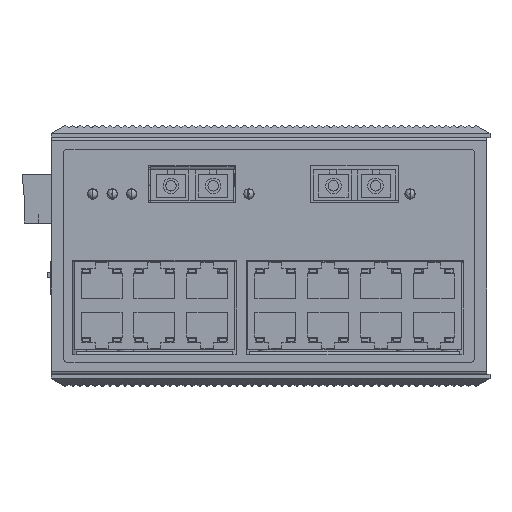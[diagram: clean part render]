
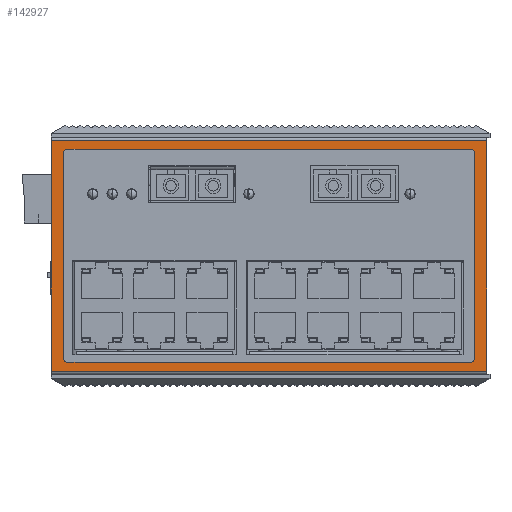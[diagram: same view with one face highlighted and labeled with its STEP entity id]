
A CAD part, top view. The second image highlights one B-rep face of the part: STEP entity #142927.
In plain terms, the highlighted face is planar.
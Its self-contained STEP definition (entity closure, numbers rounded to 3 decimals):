
#139417=DIRECTION('',(-1.,0.,0.));
#139418=VECTOR('',#139417,134.);
#139419=CARTESIAN_POINT('',(67.,-72.1,-48.5));
#139420=LINE('',#139419,#139418);
#139432=DIRECTION('',(0.,-1.,0.));
#139433=VECTOR('',#139432,71.1);
#139434=CARTESIAN_POINT('',(-67.,-1.,-48.5));
#139435=LINE('',#139434,#139433);
#139439=DIRECTION('',(0.,1.,0.));
#139440=VECTOR('',#139439,71.1);
#139441=CARTESIAN_POINT('',(67.,-72.1,-48.5));
#139442=LINE('',#139441,#139440);
#139446=DIRECTION('',(-1.,0.,0.));
#139447=VECTOR('',#139446,134.);
#139448=CARTESIAN_POINT('',(67.,-1.,-48.5));
#139449=LINE('',#139448,#139447);
#139453=DIRECTION('',(0.,-1.,0.));
#139454=VECTOR('',#139453,63.5);
#139455=CARTESIAN_POINT('',(-63.2,-4.75,-48.5));
#139456=LINE('',#139455,#139454);
#139460=CARTESIAN_POINT('',(-62.2,-4.75,-48.5));
#139461=DIRECTION('',(0.,0.,-1.));
#139462=DIRECTION('',(-1.,0.,0.));
#139463=AXIS2_PLACEMENT_3D('',#139460,#139461,#139462);
#139468=DIRECTION('',(-1.,0.,0.));
#139469=VECTOR('',#139468,124.4);
#139470=CARTESIAN_POINT('',(62.2,-3.75,-48.5));
#139471=LINE('',#139470,#139469);
#139475=CARTESIAN_POINT('',(62.2,-4.75,-48.5));
#139476=DIRECTION('',(0.,0.,-1.));
#139477=DIRECTION('',(0.,1.,0.));
#139478=AXIS2_PLACEMENT_3D('',#139475,#139476,#139477);
#139483=DIRECTION('',(0.,1.,0.));
#139484=VECTOR('',#139483,63.5);
#139485=CARTESIAN_POINT('',(63.2,-68.25,-48.5));
#139486=LINE('',#139485,#139484);
#139490=CARTESIAN_POINT('',(62.2,-68.25,-48.5));
#139491=DIRECTION('',(0.,0.,-1.));
#139492=DIRECTION('',(1.,0.,0.));
#139493=AXIS2_PLACEMENT_3D('',#139490,#139491,#139492);
#139498=DIRECTION('',(1.,0.,0.));
#139499=VECTOR('',#139498,124.4);
#139500=CARTESIAN_POINT('',(-62.2,-69.25,-48.5));
#139501=LINE('',#139500,#139499);
#139505=CARTESIAN_POINT('',(-62.2,-68.25,-48.5));
#139506=DIRECTION('',(0.,0.,-1.));
#139507=DIRECTION('',(0.,-1.,0.));
#139508=AXIS2_PLACEMENT_3D('',#139505,#139506,#139507);
#141108=CARTESIAN_POINT('',(67.,-1.,-48.5));
#141109=CARTESIAN_POINT('',(-67.,-1.,-48.5));
#141110=VERTEX_POINT('',#141108);
#141111=VERTEX_POINT('',#141109);
#141124=CARTESIAN_POINT('',(67.,-72.1,-48.5));
#141125=CARTESIAN_POINT('',(-67.,-72.1,-48.5));
#141126=VERTEX_POINT('',#141124);
#141127=VERTEX_POINT('',#141125);
#141268=CARTESIAN_POINT('',(-63.2,-4.75,-48.5));
#141269=CARTESIAN_POINT('',(-63.2,-68.25,-48.5));
#141270=VERTEX_POINT('',#141268);
#141271=VERTEX_POINT('',#141269);
#141272=CARTESIAN_POINT('',(-62.2,-69.25,-48.5));
#141273=CARTESIAN_POINT('',(62.2,-69.25,-48.5));
#141274=VERTEX_POINT('',#141272);
#141275=VERTEX_POINT('',#141273);
#141276=CARTESIAN_POINT('',(63.2,-68.25,-48.5));
#141277=CARTESIAN_POINT('',(63.2,-4.75,-48.5));
#141278=VERTEX_POINT('',#141276);
#141279=VERTEX_POINT('',#141277);
#141280=CARTESIAN_POINT('',(62.2,-3.75,-48.5));
#141281=CARTESIAN_POINT('',(-62.2,-3.75,-48.5));
#141282=VERTEX_POINT('',#141280);
#141283=VERTEX_POINT('',#141281);
#142897=CARTESIAN_POINT('',(-67.,-1.,-48.5));
#142898=DIRECTION('',(0.,0.,1.));
#142899=DIRECTION('',(-1.,0.,0.));
#142900=AXIS2_PLACEMENT_3D('',#142897,#142898,#142899);
#142901=PLANE('',#142900);
#142902=ORIENTED_EDGE('',*,*,#142827,.T.);
#142903=ORIENTED_EDGE('',*,*,#142891,.F.);
#142904=ORIENTED_EDGE('',*,*,#141980,.T.);
#142906=ORIENTED_EDGE('',*,*,#142905,.T.);
#142907=EDGE_LOOP('',(#142902,#142903,#142904,#142906));
#142908=FACE_OUTER_BOUND('',#142907,.F.);
#142910=ORIENTED_EDGE('',*,*,#142909,.F.);
#142912=ORIENTED_EDGE('',*,*,#142911,.T.);
#142914=ORIENTED_EDGE('',*,*,#142913,.F.);
#142916=ORIENTED_EDGE('',*,*,#142915,.T.);
#142918=ORIENTED_EDGE('',*,*,#142917,.F.);
#142920=ORIENTED_EDGE('',*,*,#142919,.T.);
#142922=ORIENTED_EDGE('',*,*,#142921,.F.);
#142924=ORIENTED_EDGE('',*,*,#142923,.T.);
#142925=EDGE_LOOP('',(#142910,#142912,#142914,#142916,#142918,#142920,#142922,
#142924));
#142926=FACE_BOUND('',#142925,.F.);
#139464=CIRCLE('',#139463,1.);
#139479=CIRCLE('',#139478,1.);
#139494=CIRCLE('',#139493,1.);
#139509=CIRCLE('',#139508,1.);
#141980=EDGE_CURVE('',#141126,#141110,#139442,.T.);
#142827=EDGE_CURVE('',#141111,#141127,#139435,.T.);
#142891=EDGE_CURVE('',#141126,#141127,#139420,.T.);
#142905=EDGE_CURVE('',#141110,#141111,#139449,.T.);
#142909=EDGE_CURVE('',#141270,#141271,#139456,.T.);
#142911=EDGE_CURVE('',#141270,#141283,#139464,.T.);
#142913=EDGE_CURVE('',#141282,#141283,#139471,.T.);
#142915=EDGE_CURVE('',#141282,#141279,#139479,.T.);
#142917=EDGE_CURVE('',#141278,#141279,#139486,.T.);
#142919=EDGE_CURVE('',#141278,#141275,#139494,.T.);
#142921=EDGE_CURVE('',#141274,#141275,#139501,.T.);
#142923=EDGE_CURVE('',#141274,#141271,#139509,.T.);
#142927=ADVANCED_FACE('',(#142908,#142926),#142901,.F.);
